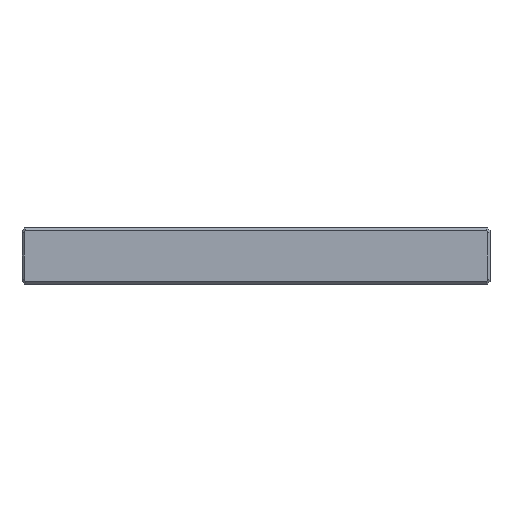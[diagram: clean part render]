
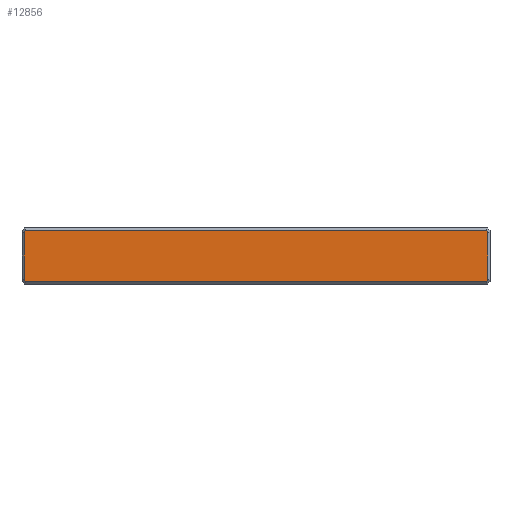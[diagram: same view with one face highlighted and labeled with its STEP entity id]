
A CAD part, front view. The second image highlights one B-rep face of the part: STEP entity #12856.
In plain terms, the highlighted planar face has unit normal (0, -1, 0).
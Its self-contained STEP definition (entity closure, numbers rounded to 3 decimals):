
#9533=FACE_OUTER_BOUND('',#22992,.T.);
#12856=ADVANCED_FACE('',(#9533),#16616,.T.);
#16616=PLANE('',#79095);
#22992=EDGE_LOOP('',(#27671,#27672,#27673,#27674,#27675,#27676,#27677,#27678));
#27671=ORIENTED_EDGE('',*,*,#54499,.T.);
#27672=ORIENTED_EDGE('',*,*,#54500,.F.);
#27673=ORIENTED_EDGE('',*,*,#54501,.T.);
#27674=ORIENTED_EDGE('',*,*,#54502,.T.);
#27675=ORIENTED_EDGE('',*,*,#54503,.T.);
#27676=ORIENTED_EDGE('',*,*,#54504,.F.);
#27677=ORIENTED_EDGE('',*,*,#54505,.T.);
#27678=ORIENTED_EDGE('',*,*,#54506,.T.);
#47687=VERTEX_POINT('',#100771);
#47688=VERTEX_POINT('',#100772);
#47689=VERTEX_POINT('',#100774);
#47690=VERTEX_POINT('',#100776);
#47691=VERTEX_POINT('',#100778);
#47692=VERTEX_POINT('',#100780);
#47693=VERTEX_POINT('',#100782);
#47694=VERTEX_POINT('',#100784);
#54499=EDGE_CURVE('',#47687,#47688,#64421,.T.);
#54500=EDGE_CURVE('',#47689,#47688,#64422,.T.);
#54501=EDGE_CURVE('',#47689,#47690,#64423,.T.);
#54502=EDGE_CURVE('',#47690,#47691,#64424,.T.);
#54503=EDGE_CURVE('',#47691,#47692,#64425,.T.);
#54504=EDGE_CURVE('',#47693,#47692,#64426,.T.);
#54505=EDGE_CURVE('',#47693,#47694,#64427,.T.);
#54506=EDGE_CURVE('',#47694,#47687,#64428,.T.);
#64421=LINE('',#100770,#71785);
#64422=LINE('',#100773,#71786);
#64423=LINE('',#100775,#71787);
#64424=LINE('',#100777,#71788);
#64425=LINE('',#100779,#71789);
#64426=LINE('',#100781,#71790);
#64427=LINE('',#100783,#71791);
#64428=LINE('',#100785,#71792);
#71785=VECTOR('',#83760,1.);
#71786=VECTOR('',#83761,1.);
#71787=VECTOR('',#83762,1.);
#71788=VECTOR('',#83763,1.);
#71789=VECTOR('',#83764,1.);
#71790=VECTOR('',#83765,1.);
#71791=VECTOR('',#83766,1.);
#71792=VECTOR('',#83767,1.);
#79095=AXIS2_PLACEMENT_3D('',#100786,#83768,#83769);
#83760=DIRECTION('',(-1.,0.,0.));
#83761=DIRECTION('',(0.577,0.,0.816));
#83762=DIRECTION('',(0.,0.,-1.));
#83763=DIRECTION('',(0.577,0.,-0.816));
#83764=DIRECTION('',(1.,0.,0.));
#83765=DIRECTION('',(-0.577,0.,-0.816));
#83766=DIRECTION('',(0.,0.,1.));
#83767=DIRECTION('',(-0.577,0.,0.816));
#83768=DIRECTION('',(0.,-1.,0.));
#83769=DIRECTION('',(1.,0.,0.));
#100770=CARTESIAN_POINT('',(-50.,-6.,5.5));
#100771=CARTESIAN_POINT('',(49.3,-6.,5.5));
#100772=CARTESIAN_POINT('',(-49.3,-6.,5.5));
#100773=CARTESIAN_POINT('',(-49.582,-6.,5.101));
#100774=CARTESIAN_POINT('',(-49.5,-6.,5.217));
#100775=CARTESIAN_POINT('',(-49.5,-6.,-5.5));
#100776=CARTESIAN_POINT('',(-49.5,-6.,-5.217));
#100777=CARTESIAN_POINT('',(-54.954,-6.,2.497));
#100778=CARTESIAN_POINT('',(-49.3,-6.,-5.5));
#100779=CARTESIAN_POINT('',(-50.,-6.,-5.5));
#100780=CARTESIAN_POINT('',(49.3,-6.,-5.5));
#100781=CARTESIAN_POINT('',(49.582,-6.,-5.101));
#100782=CARTESIAN_POINT('',(49.5,-6.,-5.217));
#100783=CARTESIAN_POINT('',(49.5,-6.,6.));
#100784=CARTESIAN_POINT('',(49.5,-6.,5.217));
#100785=CARTESIAN_POINT('',(15.964,-6.,52.644));
#100786=CARTESIAN_POINT('',(-50.,-6.,6.));
